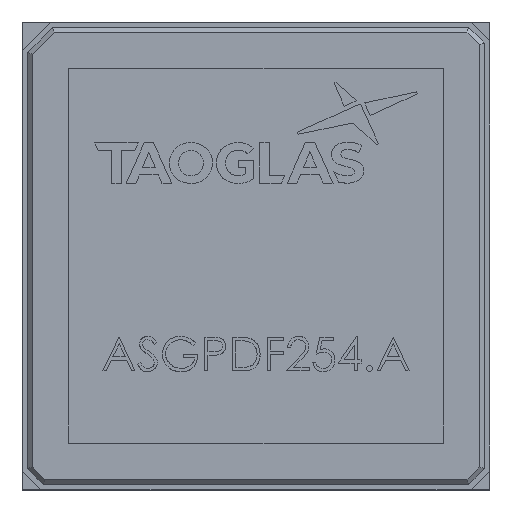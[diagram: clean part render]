
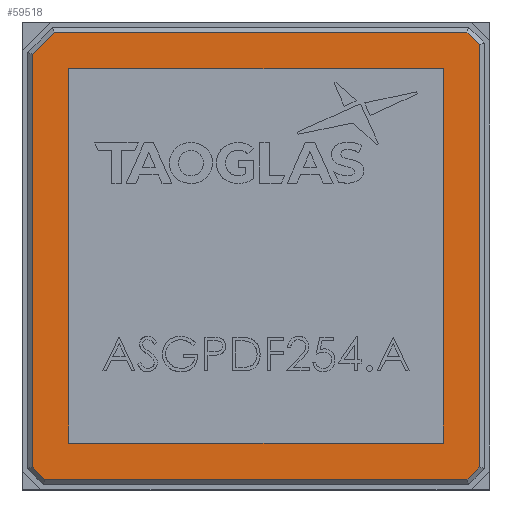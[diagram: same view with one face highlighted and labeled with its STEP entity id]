
A CAD part, top view. The second image highlights one B-rep face of the part: STEP entity #59518.
In plain terms, the highlighted planar face has unit normal (0, 0, 1).
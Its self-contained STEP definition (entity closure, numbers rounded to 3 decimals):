
#64 = CARTESIAN_POINT ( 'NONE',  ( 0.54, 23.276, 3.99 ) ) ;
#1874 = VECTOR ( 'NONE', #9964, 1000. ) ;
#2309 = ORIENTED_EDGE ( 'NONE', *, *, #16982, .F. ) ;
#2755 = ORIENTED_EDGE ( 'NONE', *, *, #32977, .F. ) ;
#2761 = VECTOR ( 'NONE', #53018, 1000. ) ;
#2772 = CARTESIAN_POINT ( 'NONE',  ( 23.776, 24.46, 3.99 ) ) ;
#3079 = CARTESIAN_POINT ( 'NONE',  ( 2.5, 0., 3.99 ) ) ;
#3358 = VECTOR ( 'NONE', #54934, 1000. ) ;
#3381 = EDGE_CURVE ( 'NONE', #19144, #45506, #4122, .T. ) ;
#3400 = LINE ( 'NONE', #61301, #11704 ) ;
#3459 = EDGE_CURVE ( 'NONE', #29822, #24739, #61254, .T. ) ;
#3503 = PLANE ( 'NONE',  #32241 ) ;
#4086 = LINE ( 'NONE', #3079, #16169 ) ;
#4122 = LINE ( 'NONE', #40242, #29779 ) ;
#4151 = CARTESIAN_POINT ( 'NONE',  ( 1.224, 0.54, 3.99 ) ) ;
#4243 = CARTESIAN_POINT ( 'NONE',  ( 22.5, 0., 3.99 ) ) ;
#4662 = LINE ( 'NONE', #46398, #45315 ) ;
#5774 = ORIENTED_EDGE ( 'NONE', *, *, #3381, .T. ) ;
#6327 = VERTEX_POINT ( 'NONE', #53527 ) ;
#6528 = CARTESIAN_POINT ( 'NONE',  ( 24.46, 1.224, 3.99 ) ) ;
#7054 = CARTESIAN_POINT ( 'NONE',  ( 2.5, 2.5, 3.99 ) ) ;
#7155 = ORIENTED_EDGE ( 'NONE', *, *, #49551, .F. ) ;
#7184 = EDGE_CURVE ( 'NONE', #9565, #25509, #4086, .T. ) ;
#8870 = EDGE_LOOP ( 'NONE', ( #49340, #19100, #60424, #29338 ) ) ;
#9565 = VERTEX_POINT ( 'NONE', #7054 ) ;
#9670 = CARTESIAN_POINT ( 'NONE',  ( 24.46, 23.776, 3.99 ) ) ;
#9817 = VERTEX_POINT ( 'NONE', #23244 ) ;
#9964 = DIRECTION ( 'NONE',  ( -1., 0., 0. ) ) ;
#11704 = VECTOR ( 'NONE', #23506, 1000. ) ;
#12804 = EDGE_CURVE ( 'NONE', #55784, #9565, #52230, .T. ) ;
#13189 = CARTESIAN_POINT ( 'NONE',  ( 22.5, 2.5, 3.99 ) ) ;
#13456 = EDGE_CURVE ( 'NONE', #25509, #6327, #36962, .T. ) ;
#13502 = CARTESIAN_POINT ( 'NONE',  ( 0.54, 0., 3.99 ) ) ;
#14408 = VECTOR ( 'NONE', #26495, 1000. ) ;
#14701 = LINE ( 'NONE', #24080, #1874 ) ;
#15601 = LINE ( 'NONE', #13502, #2761 ) ;
#15933 = CARTESIAN_POINT ( 'NONE',  ( 1.724, 24.46, 3.99 ) ) ;
#16169 = VECTOR ( 'NONE', #36760, 1000. ) ;
#16294 = DIRECTION ( 'NONE',  ( 0.707, -0.707, 0. ) ) ;
#16381 = CARTESIAN_POINT ( 'NONE',  ( 0., 22.5, 3.99 ) ) ;
#16834 = CARTESIAN_POINT ( 'NONE',  ( 24.46, 1.224, 3.99 ) ) ;
#16982 = EDGE_CURVE ( 'NONE', #58097, #29905, #31379, .T. ) ;
#17106 = VECTOR ( 'NONE', #34008, 1000. ) ;
#19100 = ORIENTED_EDGE ( 'NONE', *, *, #7184, .T. ) ;
#19144 = VERTEX_POINT ( 'NONE', #33497 ) ;
#22278 = CARTESIAN_POINT ( 'NONE',  ( 0., 0., 3.99 ) ) ;
#22379 = CARTESIAN_POINT ( 'NONE',  ( 2.5, 22.5, 3.99 ) ) ;
#22449 = FACE_BOUND ( 'NONE', #8870, .T. ) ;
#23244 = CARTESIAN_POINT ( 'NONE',  ( 23.776, 0.54, 3.99 ) ) ;
#23506 = DIRECTION ( 'NONE',  ( 1., 0., 0. ) ) ;
#23945 = CARTESIAN_POINT ( 'NONE',  ( 0.54, 23.276, 3.99 ) ) ;
#24080 = CARTESIAN_POINT ( 'NONE',  ( 0., 0.54, 3.99 ) ) ;
#24739 = VERTEX_POINT ( 'NONE', #9670 ) ;
#25509 = VERTEX_POINT ( 'NONE', #22379 ) ;
#26495 = DIRECTION ( 'NONE',  ( 1., 0., 0. ) ) ;
#26790 = ORIENTED_EDGE ( 'NONE', *, *, #3459, .F. ) ;
#27148 = DIRECTION ( 'NONE',  ( 1., 0., 0. ) ) ;
#29338 = ORIENTED_EDGE ( 'NONE', *, *, #42271, .T. ) ;
#29779 = VECTOR ( 'NONE', #16294, 1000. ) ;
#29822 = VERTEX_POINT ( 'NONE', #58147 ) ;
#29905 = VERTEX_POINT ( 'NONE', #15933 ) ;
#30339 = EDGE_CURVE ( 'NONE', #9817, #45506, #14701, .T. ) ;
#31379 = LINE ( 'NONE', #64, #17106 ) ;
#32241 = AXIS2_PLACEMENT_3D ( 'NONE', #22278, #61100, #27148 ) ;
#32977 = EDGE_CURVE ( 'NONE', #33398, #9817, #51202, .T. ) ;
#33398 = VERTEX_POINT ( 'NONE', #16834 ) ;
#33497 = CARTESIAN_POINT ( 'NONE',  ( 0.54, 1.224, 3.99 ) ) ;
#34008 = DIRECTION ( 'NONE',  ( 0.707, 0.707, 0. ) ) ;
#36088 = ORIENTED_EDGE ( 'NONE', *, *, #41728, .F. ) ;
#36760 = DIRECTION ( 'NONE',  ( 0., 1., 0. ) ) ;
#36962 = LINE ( 'NONE', #16381, #14408 ) ;
#39402 = VECTOR ( 'NONE', #61836, 1000. ) ;
#40056 = EDGE_CURVE ( 'NONE', #24739, #33398, #4662, .T. ) ;
#40127 = VECTOR ( 'NONE', #56794, 1000. ) ;
#40242 = CARTESIAN_POINT ( 'NONE',  ( 0.54, 1.224, 3.99 ) ) ;
#41728 = EDGE_CURVE ( 'NONE', #29905, #29822, #3400, .T. ) ;
#42271 = EDGE_CURVE ( 'NONE', #6327, #55784, #61178, .T. ) ;
#43239 = ORIENTED_EDGE ( 'NONE', *, *, #30339, .F. ) ;
#43251 = ORIENTED_EDGE ( 'NONE', *, *, #40056, .F. ) ;
#45315 = VECTOR ( 'NONE', #56222, 1000. ) ;
#45506 = VERTEX_POINT ( 'NONE', #4151 ) ;
#46398 = CARTESIAN_POINT ( 'NONE',  ( 24.46, 0., 3.99 ) ) ;
#46494 = FACE_OUTER_BOUND ( 'NONE', #57093, .T. ) ;
#49340 = ORIENTED_EDGE ( 'NONE', *, *, #12804, .T. ) ;
#49551 = EDGE_CURVE ( 'NONE', #19144, #58097, #15601, .T. ) ;
#50058 = DIRECTION ( 'NONE',  ( -0.707, -0.707, 0. ) ) ;
#51202 = LINE ( 'NONE', #6528, #61623 ) ;
#52230 = LINE ( 'NONE', #60819, #40127 ) ;
#53018 = DIRECTION ( 'NONE',  ( 0., 1., 0. ) ) ;
#53527 = CARTESIAN_POINT ( 'NONE',  ( 22.5, 22.5, 3.99 ) ) ;
#54934 = DIRECTION ( 'NONE',  ( 0.707, -0.707, 0. ) ) ;
#55784 = VERTEX_POINT ( 'NONE', #13189 ) ;
#56222 = DIRECTION ( 'NONE',  ( 0., -1., 0. ) ) ;
#56794 = DIRECTION ( 'NONE',  ( -1., 0., 0. ) ) ;
#57093 = EDGE_LOOP ( 'NONE', ( #2309, #7155, #5774, #43239, #2755, #43251, #26790, #36088 ) ) ;
#58097 = VERTEX_POINT ( 'NONE', #23945 ) ;
#58147 = CARTESIAN_POINT ( 'NONE',  ( 23.776, 24.46, 3.99 ) ) ;
#59518 = ADVANCED_FACE ( 'NONE', ( #22449, #46494 ), #3503, .T. ) ;
#60424 = ORIENTED_EDGE ( 'NONE', *, *, #13456, .T. ) ;
#60819 = CARTESIAN_POINT ( 'NONE',  ( 0., 2.5, 3.99 ) ) ;
#61100 = DIRECTION ( 'NONE',  ( 0., 0., 1. ) ) ;
#61178 = LINE ( 'NONE', #4243, #39402 ) ;
#61254 = LINE ( 'NONE', #2772, #3358 ) ;
#61301 = CARTESIAN_POINT ( 'NONE',  ( 0., 24.46, 3.99 ) ) ;
#61623 = VECTOR ( 'NONE', #50058, 1000. ) ;
#61836 = DIRECTION ( 'NONE',  ( 0., -1., 0. ) ) ;
